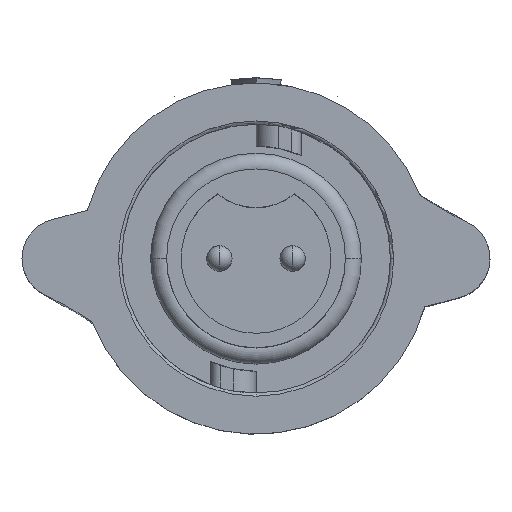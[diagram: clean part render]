
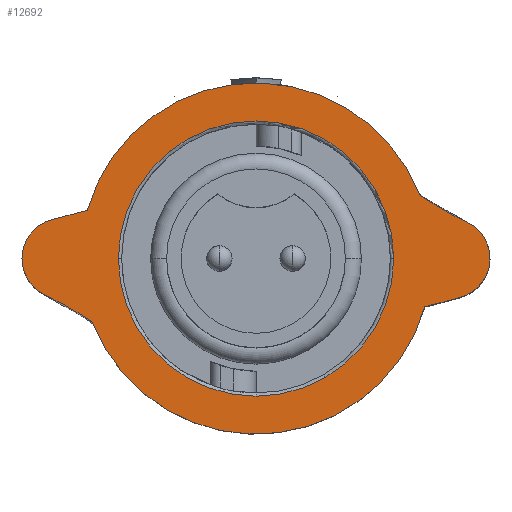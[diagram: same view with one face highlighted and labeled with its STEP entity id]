
A CAD part, top view. The second image highlights one B-rep face of the part: STEP entity #12692.
In plain terms, the highlighted planar face has unit normal (0, 0, 1).
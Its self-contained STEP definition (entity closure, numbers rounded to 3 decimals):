
#38 = CARTESIAN_POINT ( 'NONE',  ( -7.654, 0., 18.72 ) ) ;
#511 = CARTESIAN_POINT ( 'NONE',  ( -5.436, 0., 18.72 ) ) ;
#668 = DIRECTION ( 'NONE',  ( -1., 0., 0. ) ) ;
#728 = FACE_OUTER_BOUND ( 'NONE', #7643, .T. ) ;
#1172 = FACE_BOUND ( 'NONE', #4865, .T. ) ;
#1578 = CARTESIAN_POINT ( 'NONE',  ( -9.242, 0., 18.72 ) ) ;
#1604 = DIRECTION ( 'NONE',  ( 1., 0., 0. ) ) ;
#1632 = EDGE_CURVE ( 'NONE', #11058, #3347, #13665, .T. ) ;
#1750 = CARTESIAN_POINT ( 'NONE',  ( -8.065, 1.533, 18.72 ) ) ;
#1817 = VERTEX_POINT ( 'NONE', #3526 ) ;
#1871 = CARTESIAN_POINT ( 'NONE',  ( 14.618, 14.478, 18.72 ) ) ;
#1981 = VERTEX_POINT ( 'NONE', #511 ) ;
#2211 = DIRECTION ( 'NONE',  ( 1., 0., 0. ) ) ;
#2302 = CARTESIAN_POINT ( 'NONE',  ( -7.654, 0., 18.72 ) ) ;
#2374 = AXIS2_PLACEMENT_3D ( 'NONE', #14855, #19707, #1604 ) ;
#2746 = VECTOR ( 'NONE', #6168, 1000. ) ;
#2762 = AXIS2_PLACEMENT_3D ( 'NONE', #9232, #20909, #17496 ) ;
#2764 = AXIS2_PLACEMENT_3D ( 'NONE', #38, #13393, #15363 ) ;
#2932 = ORIENTED_EDGE ( 'NONE', *, *, #19468, .T. ) ;
#3317 = DIRECTION ( 'NONE',  ( 0., 0., 1. ) ) ;
#3347 = VERTEX_POINT ( 'NONE', #19408 ) ;
#3420 = DIRECTION ( 'NONE',  ( 0., 0., -1. ) ) ;
#3526 = CARTESIAN_POINT ( 'NONE',  ( 8.342, 1.431, 18.72 ) ) ;
#3809 = CIRCLE ( 'NONE', #2764, 1.588 ) ;
#3890 = ORIENTED_EDGE ( 'NONE', *, *, #4151, .T. ) ;
#4151 = EDGE_CURVE ( 'NONE', #1817, #11058, #17218, .T. ) ;
#4234 = AXIS2_PLACEMENT_3D ( 'NONE', #20386, #3317, #10045 ) ;
#4400 = LINE ( 'NONE', #13011, #2746 ) ;
#4524 = CARTESIAN_POINT ( 'NONE',  ( 0., 0., 18.72 ) ) ;
#4865 = EDGE_LOOP ( 'NONE', ( #17020, #16458 ) ) ;
#4893 = CIRCLE ( 'NONE', #21451, 14.478 ) ;
#5331 = VERTEX_POINT ( 'NONE', #20306 ) ;
#5421 = DIRECTION ( 'NONE',  ( 0., 0., 1. ) ) ;
#5433 = CARTESIAN_POINT ( 'NONE',  ( 5.436, 0., 18.72 ) ) ;
#5605 = EDGE_CURVE ( 'NONE', #17813, #14276, #20734, .T. ) ;
#5849 = ORIENTED_EDGE ( 'NONE', *, *, #5605, .T. ) ;
#5896 = CIRCLE ( 'NONE', #2374, 5.436 ) ;
#5952 = EDGE_CURVE ( 'NONE', #5331, #17813, #7388, .T. ) ;
#6054 = VERTEX_POINT ( 'NONE', #15872 ) ;
#6168 = DIRECTION ( 'NONE',  ( -0.966, -0.259, 0. ) ) ;
#6321 = EDGE_CURVE ( 'NONE', #14182, #20083, #16551, .T. ) ;
#7043 = AXIS2_PLACEMENT_3D ( 'NONE', #2302, #19611, #19821 ) ;
#7109 = EDGE_CURVE ( 'NONE', #6054, #5331, #4893, .T. ) ;
#7388 = CIRCLE ( 'NONE', #4234, 6.934 ) ;
#7643 = EDGE_LOOP ( 'NONE', ( #3890, #18419, #16301, #11443, #2932, #11301, #12909, #5849, #18151 ) ) ;
#8101 = VECTOR ( 'NONE', #9056, 1000. ) ;
#8193 = EDGE_CURVE ( 'NONE', #14276, #1817, #13355, .T. ) ;
#8263 = DIRECTION ( 'NONE',  ( 0., 0., 1. ) ) ;
#8594 = DIRECTION ( 'NONE',  ( -1., 0., 0. ) ) ;
#8748 = CIRCLE ( 'NONE', #11571, 5.436 ) ;
#9056 = DIRECTION ( 'NONE',  ( 0.966, 0.259, 0. ) ) ;
#9232 = CARTESIAN_POINT ( 'NONE',  ( 0., -6.934, 18.72 ) ) ;
#9776 = CARTESIAN_POINT ( 'NONE',  ( -14.618, -14.478, 18.72 ) ) ;
#10045 = DIRECTION ( 'NONE',  ( -1., 0., 0. ) ) ;
#10609 = CARTESIAN_POINT ( 'NONE',  ( 0., 0., 18.72 ) ) ;
#11058 = VERTEX_POINT ( 'NONE', #17466 ) ;
#11270 = DIRECTION ( 'NONE',  ( -1., 0., 0. ) ) ;
#11301 = ORIENTED_EDGE ( 'NONE', *, *, #7109, .T. ) ;
#11443 = ORIENTED_EDGE ( 'NONE', *, *, #6321, .T. ) ;
#11571 = AXIS2_PLACEMENT_3D ( 'NONE', #10609, #17314, #2211 ) ;
#11612 = AXIS2_PLACEMENT_3D ( 'NONE', #15672, #5421, #668 ) ;
#12198 = EDGE_CURVE ( 'NONE', #3347, #14182, #4400, .T. ) ;
#12692 = ADVANCED_FACE ( 'NONE', ( #1172, #728 ), #14533, .F. ) ;
#12909 = ORIENTED_EDGE ( 'NONE', *, *, #5952, .T. ) ;
#13011 = CARTESIAN_POINT ( 'NONE',  ( -8.065, 1.533, 18.72 ) ) ;
#13355 = CIRCLE ( 'NONE', #11612, 1.588 ) ;
#13393 = DIRECTION ( 'NONE',  ( 0., 0., 1. ) ) ;
#13665 = CIRCLE ( 'NONE', #17185, 6.934 ) ;
#14182 = VERTEX_POINT ( 'NONE', #1750 ) ;
#14276 = VERTEX_POINT ( 'NONE', #14976 ) ;
#14528 = DIRECTION ( 'NONE',  ( 0., 0., -1. ) ) ;
#14533 = PLANE ( 'NONE',  #2762 ) ;
#14855 = CARTESIAN_POINT ( 'NONE',  ( 0., 0., 18.72 ) ) ;
#14976 = CARTESIAN_POINT ( 'NONE',  ( 8.065, -1.533, 18.72 ) ) ;
#15363 = DIRECTION ( 'NONE',  ( -1., 0., 0. ) ) ;
#15672 = CARTESIAN_POINT ( 'NONE',  ( 7.654, 0., 18.72 ) ) ;
#15872 = CARTESIAN_POINT ( 'NONE',  ( -8.342, -1.431, 18.72 ) ) ;
#15899 = CARTESIAN_POINT ( 'NONE',  ( 8.065, -1.533, 18.72 ) ) ;
#16301 = ORIENTED_EDGE ( 'NONE', *, *, #12198, .T. ) ;
#16458 = ORIENTED_EDGE ( 'NONE', *, *, #20960, .T. ) ;
#16551 = CIRCLE ( 'NONE', #7043, 1.588 ) ;
#17020 = ORIENTED_EDGE ( 'NONE', *, *, #17506, .T. ) ;
#17185 = AXIS2_PLACEMENT_3D ( 'NONE', #4524, #8263, #11270 ) ;
#17218 = CIRCLE ( 'NONE', #20738, 14.478 ) ;
#17314 = DIRECTION ( 'NONE',  ( 0., 0., -1. ) ) ;
#17466 = CARTESIAN_POINT ( 'NONE',  ( 6.462, 2.516, 18.72 ) ) ;
#17496 = DIRECTION ( 'NONE',  ( -1., 0., 0. ) ) ;
#17506 = EDGE_CURVE ( 'NONE', #20189, #1981, #5896, .T. ) ;
#17813 = VERTEX_POINT ( 'NONE', #19023 ) ;
#18151 = ORIENTED_EDGE ( 'NONE', *, *, #8193, .T. ) ;
#18419 = ORIENTED_EDGE ( 'NONE', *, *, #1632, .T. ) ;
#19023 = CARTESIAN_POINT ( 'NONE',  ( 6.666, -1.908, 18.72 ) ) ;
#19408 = CARTESIAN_POINT ( 'NONE',  ( -6.666, 1.908, 18.72 ) ) ;
#19468 = EDGE_CURVE ( 'NONE', #20083, #6054, #3809, .T. ) ;
#19611 = DIRECTION ( 'NONE',  ( 0., 0., 1. ) ) ;
#19693 = DIRECTION ( 'NONE',  ( -1., 0., 0. ) ) ;
#19707 = DIRECTION ( 'NONE',  ( 0., 0., -1. ) ) ;
#19821 = DIRECTION ( 'NONE',  ( -1., 0., 0. ) ) ;
#20083 = VERTEX_POINT ( 'NONE', #1578 ) ;
#20189 = VERTEX_POINT ( 'NONE', #5433 ) ;
#20306 = CARTESIAN_POINT ( 'NONE',  ( -6.462, -2.516, 18.72 ) ) ;
#20386 = CARTESIAN_POINT ( 'NONE',  ( 0., 0., 18.72 ) ) ;
#20734 = LINE ( 'NONE', #15899, #8101 ) ;
#20738 = AXIS2_PLACEMENT_3D ( 'NONE', #1871, #3420, #8594 ) ;
#20909 = DIRECTION ( 'NONE',  ( 0., 0., -1. ) ) ;
#20960 = EDGE_CURVE ( 'NONE', #1981, #20189, #8748, .T. ) ;
#21451 = AXIS2_PLACEMENT_3D ( 'NONE', #9776, #14528, #19693 ) ;
